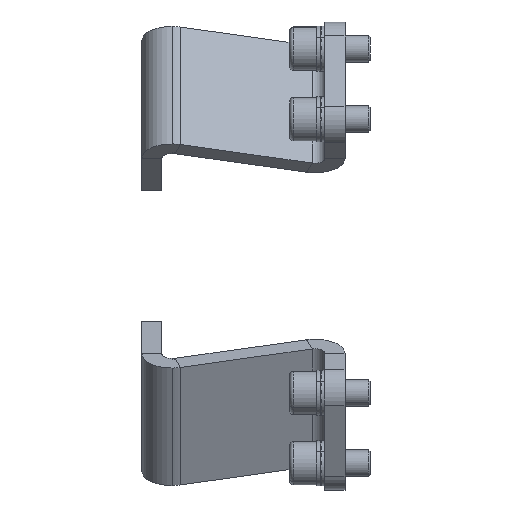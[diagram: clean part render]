
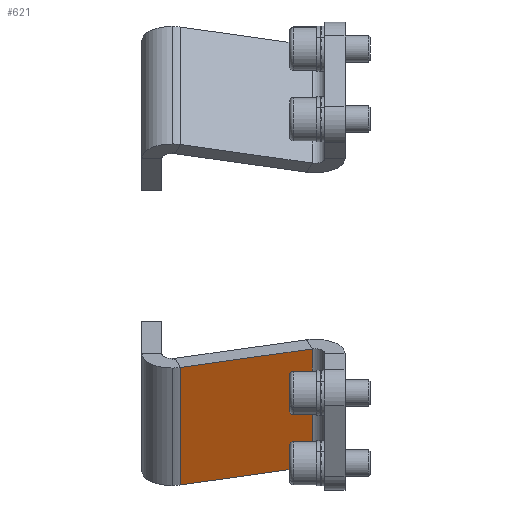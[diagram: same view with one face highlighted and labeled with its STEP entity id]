
A CAD part, left-side view. The second image highlights one B-rep face of the part: STEP entity #621.
In plain terms, the highlighted planar face has unit normal (-0.843, -0.284, -0.456).
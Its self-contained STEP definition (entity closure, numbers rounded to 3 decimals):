
#253 = ORIENTED_EDGE ( 'NONE', *, *, #33198, .F. ) ;
#621 = ADVANCED_FACE ( 'NONE', ( #3410 ), #36878, .T. ) ;
#2167 = VERTEX_POINT ( 'NONE', #25846 ) ;
#3410 = FACE_OUTER_BOUND ( 'NONE', #35177, .T. ) ;
#4577 = CARTESIAN_POINT ( 'NONE',  ( -89.28, 79.116, -19.287 ) ) ;
#4898 = LINE ( 'NONE', #34239, #13185 ) ;
#4919 = VERTEX_POINT ( 'NONE', #24509 ) ;
#5487 = CARTESIAN_POINT ( 'NONE',  ( -99.544, 118.508, -24.837 ) ) ;
#6570 = DIRECTION ( 'NONE',  ( -0.25, 0.959, -0.135 ) ) ;
#7591 = VECTOR ( 'NONE', #10497, 1000. ) ;
#10116 = DIRECTION ( 'NONE',  ( -0.843, -0.284, -0.456 ) ) ;
#10497 = DIRECTION ( 'NONE',  ( 0.476, 0., -0.88 ) ) ;
#11248 = AXIS2_PLACEMENT_3D ( 'NONE', #16013, #10116, #18377 ) ;
#12129 = ORIENTED_EDGE ( 'NONE', *, *, #14048, .T. ) ;
#12442 = VERTEX_POINT ( 'NONE', #15170 ) ;
#12722 = EDGE_CURVE ( 'NONE', #4919, #15652, #4898, .T. ) ;
#13185 = VECTOR ( 'NONE', #37775, 1000. ) ;
#14048 = EDGE_CURVE ( 'NONE', #15652, #2167, #32467, .T. ) ;
#15170 = CARTESIAN_POINT ( 'NONE',  ( -70.253, 79.116, -54.472 ) ) ;
#15439 = CARTESIAN_POINT ( 'NONE',  ( -67.242, 67.56, -52.843 ) ) ;
#15652 = VERTEX_POINT ( 'NONE', #19004 ) ;
#15866 = ORIENTED_EDGE ( 'NONE', *, *, #28870, .F. ) ;
#16013 = CARTESIAN_POINT ( 'NONE',  ( -86.269, 67.56, -17.659 ) ) ;
#18177 = LINE ( 'NONE', #15439, #28608 ) ;
#18377 = DIRECTION ( 'NONE',  ( -0.25, 0.959, -0.135 ) ) ;
#19004 = CARTESIAN_POINT ( 'NONE',  ( -99.544, 118.508, -24.837 ) ) ;
#24509 = CARTESIAN_POINT ( 'NONE',  ( -89.28, 79.116, -19.287 ) ) ;
#25838 = LINE ( 'NONE', #4577, #7591 ) ;
#25846 = CARTESIAN_POINT ( 'NONE',  ( -80.516, 118.508, -60.022 ) ) ;
#28608 = VECTOR ( 'NONE', #6570, 1000. ) ;
#28870 = EDGE_CURVE ( 'NONE', #4919, #12442, #25838, .T. ) ;
#29709 = DIRECTION ( 'NONE',  ( 0.476, 0., -0.88 ) ) ;
#32467 = LINE ( 'NONE', #5487, #37820 ) ;
#33198 = EDGE_CURVE ( 'NONE', #12442, #2167, #18177, .T. ) ;
#34239 = CARTESIAN_POINT ( 'NONE',  ( -86.269, 67.56, -17.659 ) ) ;
#35177 = EDGE_LOOP ( 'NONE', ( #253, #15866, #38314, #12129 ) ) ;
#36878 = PLANE ( 'NONE',  #11248 ) ;
#37775 = DIRECTION ( 'NONE',  ( -0.25, 0.959, -0.135 ) ) ;
#37820 = VECTOR ( 'NONE', #29709, 1000. ) ;
#38314 = ORIENTED_EDGE ( 'NONE', *, *, #12722, .T. ) ;
